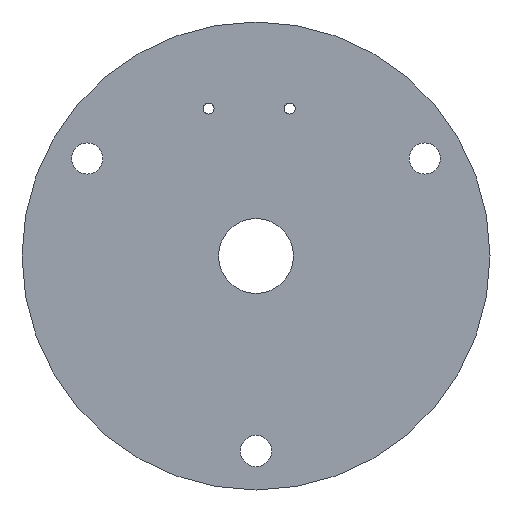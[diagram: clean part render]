
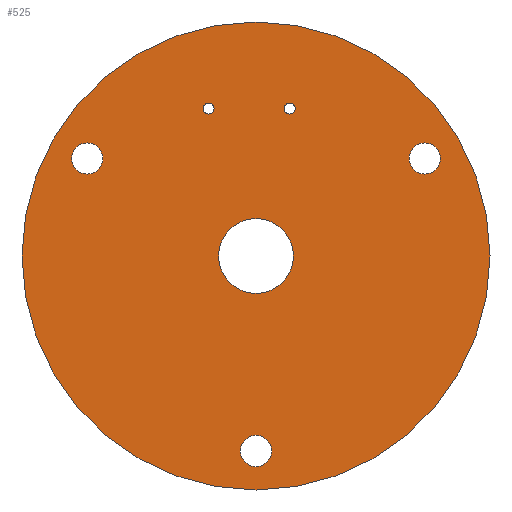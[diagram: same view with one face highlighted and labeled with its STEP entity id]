
A CAD part, front view. The second image highlights one B-rep face of the part: STEP entity #525.
In plain terms, the highlighted planar face has unit normal (0, -1, 0).
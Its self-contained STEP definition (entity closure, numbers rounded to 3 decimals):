
#3 = DIRECTION ( 'NONE',  ( 0., 1., 0. ) ) ;
#10 = DIRECTION ( 'NONE',  ( 0., 0., 1. ) ) ;
#18 = EDGE_CURVE ( 'NONE', #699, #380, #520, .T. ) ;
#23 = CARTESIAN_POINT ( 'NONE',  ( 0., 0., 0. ) ) ;
#30 = CARTESIAN_POINT ( 'NONE',  ( 0., 0., -75. ) ) ;
#34 = CIRCLE ( 'NONE', #545, 1.75 ) ;
#42 = DIRECTION ( 'NONE',  ( 0., 0., 1. ) ) ;
#43 = EDGE_CURVE ( 'NONE', #293, #353, #311, .T. ) ;
#46 = ORIENTED_EDGE ( 'NONE', *, *, #134, .F. ) ;
#47 = CARTESIAN_POINT ( 'NONE',  ( 10.798, 0., 45.501 ) ) ;
#49 = AXIS2_PLACEMENT_3D ( 'NONE', #160, #377, #366 ) ;
#50 = CARTESIAN_POINT ( 'NONE',  ( 0., 0., 0. ) ) ;
#52 = VERTEX_POINT ( 'NONE', #391 ) ;
#54 = EDGE_CURVE ( 'NONE', #633, #52, #151, .T. ) ;
#57 = ORIENTED_EDGE ( 'NONE', *, *, #113, .T. ) ;
#60 = CARTESIAN_POINT ( 'NONE',  ( -54.127, 0., 26.25 ) ) ;
#64 = ORIENTED_EDGE ( 'NONE', *, *, #54, .T. ) ;
#72 = ORIENTED_EDGE ( 'NONE', *, *, #18, .T. ) ;
#76 = ORIENTED_EDGE ( 'NONE', *, *, #443, .F. ) ;
#82 = CARTESIAN_POINT ( 'NONE',  ( 54.127, 0., 36.25 ) ) ;
#89 = AXIS2_PLACEMENT_3D ( 'NONE', #50, #547, #217 ) ;
#95 = AXIS2_PLACEMENT_3D ( 'NONE', #362, #202, #42 ) ;
#97 = EDGE_CURVE ( 'NONE', #601, #504, #34, .T. ) ;
#111 = EDGE_LOOP ( 'NONE', ( #418, #434 ) ) ;
#113 = EDGE_CURVE ( 'NONE', #380, #699, #632, .T. ) ;
#116 = FACE_BOUND ( 'NONE', #111, .T. ) ;
#120 = DIRECTION ( 'NONE',  ( 0., 0., 1. ) ) ;
#122 = FACE_BOUND ( 'NONE', #405, .T. ) ;
#126 = CARTESIAN_POINT ( 'NONE',  ( 0., 0., -12. ) ) ;
#134 = EDGE_CURVE ( 'NONE', #456, #465, #484, .T. ) ;
#143 = CARTESIAN_POINT ( 'NONE',  ( -54.127, 0., 36.25 ) ) ;
#148 = CARTESIAN_POINT ( 'NONE',  ( -54.127, 0., 31.25 ) ) ;
#151 = CIRCLE ( 'NONE', #453, 5. ) ;
#159 = DIRECTION ( 'NONE',  ( 0., 1., 0. ) ) ;
#160 = CARTESIAN_POINT ( 'NONE',  ( 54.127, 0., 31.25 ) ) ;
#162 = DIRECTION ( 'NONE',  ( 0., 1., 0. ) ) ;
#175 = EDGE_CURVE ( 'NONE', #273, #474, #610, .T. ) ;
#176 = DIRECTION ( 'NONE',  ( 0., 1., 0. ) ) ;
#184 = DIRECTION ( 'NONE',  ( 0., 1., 0. ) ) ;
#190 = CARTESIAN_POINT ( 'NONE',  ( 0., 0., -62.5 ) ) ;
#191 = CARTESIAN_POINT ( 'NONE',  ( -15.202, 0., 49.001 ) ) ;
#197 = EDGE_LOOP ( 'NONE', ( #76, #46 ) ) ;
#198 = DIRECTION ( 'NONE',  ( 0., 0., 1. ) ) ;
#202 = DIRECTION ( 'NONE',  ( 0., 1., 0. ) ) ;
#214 = DIRECTION ( 'NONE',  ( 0., 0., 1. ) ) ;
#217 = DIRECTION ( 'NONE',  ( 0., 0., 1. ) ) ;
#220 = AXIS2_PLACEMENT_3D ( 'NONE', #614, #439, #10 ) ;
#228 = VERTEX_POINT ( 'NONE', #332 ) ;
#237 = DIRECTION ( 'NONE',  ( 0., 1., 0. ) ) ;
#239 = DIRECTION ( 'NONE',  ( 0., 1., 0. ) ) ;
#246 = CARTESIAN_POINT ( 'NONE',  ( 10.798, 0., 49.001 ) ) ;
#249 = CIRCLE ( 'NONE', #408, 5. ) ;
#250 = ORIENTED_EDGE ( 'NONE', *, *, #175, .T. ) ;
#268 = CARTESIAN_POINT ( 'NONE',  ( 0., 0., 12. ) ) ;
#273 = VERTEX_POINT ( 'NONE', #60 ) ;
#279 = CIRCLE ( 'NONE', #372, 1.75 ) ;
#281 = EDGE_LOOP ( 'NONE', ( #634, #351 ) ) ;
#289 = AXIS2_PLACEMENT_3D ( 'NONE', #291, #184, #569 ) ;
#290 = FACE_BOUND ( 'NONE', #436, .T. ) ;
#291 = CARTESIAN_POINT ( 'NONE',  ( 54.127, 0., 31.25 ) ) ;
#293 = VERTEX_POINT ( 'NONE', #664 ) ;
#294 = DIRECTION ( 'NONE',  ( 0., 0., 1. ) ) ;
#295 = DIRECTION ( 'NONE',  ( 0., 1., 0. ) ) ;
#302 = EDGE_CURVE ( 'NONE', #504, #601, #503, .T. ) ;
#306 = CARTESIAN_POINT ( 'NONE',  ( -15.202, 0., 47.251 ) ) ;
#311 = CIRCLE ( 'NONE', #289, 5. ) ;
#324 = CARTESIAN_POINT ( 'NONE',  ( 0., 0., -62.5 ) ) ;
#332 = CARTESIAN_POINT ( 'NONE',  ( -15.202, 0., 45.501 ) ) ;
#343 = CIRCLE ( 'NONE', #49, 5. ) ;
#348 = AXIS2_PLACEMENT_3D ( 'NONE', #23, #176, #398 ) ;
#349 = FACE_BOUND ( 'NONE', #281, .T. ) ;
#351 = ORIENTED_EDGE ( 'NONE', *, *, #535, .T. ) ;
#353 = VERTEX_POINT ( 'NONE', #82 ) ;
#362 = CARTESIAN_POINT ( 'NONE',  ( 0., 0., 0. ) ) ;
#364 = EDGE_CURVE ( 'NONE', #388, #228, #279, .T. ) ;
#366 = DIRECTION ( 'NONE',  ( 0., 0., 1. ) ) ;
#368 = CIRCLE ( 'NONE', #460, 75. ) ;
#372 = AXIS2_PLACEMENT_3D ( 'NONE', #461, #410, #120 ) ;
#376 = CARTESIAN_POINT ( 'NONE',  ( 0., 0., 0. ) ) ;
#377 = DIRECTION ( 'NONE',  ( 0., 1., 0. ) ) ;
#380 = VERTEX_POINT ( 'NONE', #126 ) ;
#385 = FACE_OUTER_BOUND ( 'NONE', #197, .T. ) ;
#388 = VERTEX_POINT ( 'NONE', #191 ) ;
#391 = CARTESIAN_POINT ( 'NONE',  ( 0., 0., -67.5 ) ) ;
#398 = DIRECTION ( 'NONE',  ( 0., 0., 1. ) ) ;
#399 = DIRECTION ( 'NONE',  ( 0., 0., 1. ) ) ;
#400 = EDGE_CURVE ( 'NONE', #474, #273, #249, .T. ) ;
#405 = EDGE_LOOP ( 'NONE', ( #72, #57 ) ) ;
#408 = AXIS2_PLACEMENT_3D ( 'NONE', #502, #295, #399 ) ;
#410 = DIRECTION ( 'NONE',  ( 0., 1., 0. ) ) ;
#414 = FACE_BOUND ( 'NONE', #640, .T. ) ;
#418 = ORIENTED_EDGE ( 'NONE', *, *, #684, .T. ) ;
#434 = ORIENTED_EDGE ( 'NONE', *, *, #43, .T. ) ;
#436 = EDGE_LOOP ( 'NONE', ( #457, #250 ) ) ;
#439 = DIRECTION ( 'NONE',  ( 0., 1., 0. ) ) ;
#443 = EDGE_CURVE ( 'NONE', #465, #456, #368, .T. ) ;
#453 = AXIS2_PLACEMENT_3D ( 'NONE', #190, #237, #624 ) ;
#456 = VERTEX_POINT ( 'NONE', #516 ) ;
#457 = ORIENTED_EDGE ( 'NONE', *, *, #400, .T. ) ;
#460 = AXIS2_PLACEMENT_3D ( 'NONE', #573, #239, #294 ) ;
#461 = CARTESIAN_POINT ( 'NONE',  ( -15.202, 0., 47.251 ) ) ;
#465 = VERTEX_POINT ( 'NONE', #30 ) ;
#469 = CARTESIAN_POINT ( 'NONE',  ( 0., 0., -57.5 ) ) ;
#474 = VERTEX_POINT ( 'NONE', #143 ) ;
#475 = DIRECTION ( 'NONE',  ( 0., 1., 0. ) ) ;
#483 = AXIS2_PLACEMENT_3D ( 'NONE', #324, #3, #537 ) ;
#484 = CIRCLE ( 'NONE', #606, 75. ) ;
#502 = CARTESIAN_POINT ( 'NONE',  ( -54.127, 0., 31.25 ) ) ;
#503 = CIRCLE ( 'NONE', #220, 1.75 ) ;
#504 = VERTEX_POINT ( 'NONE', #47 ) ;
#516 = CARTESIAN_POINT ( 'NONE',  ( 0., 0., 75. ) ) ;
#519 = CIRCLE ( 'NONE', #523, 1.75 ) ;
#520 = CIRCLE ( 'NONE', #348, 12. ) ;
#523 = AXIS2_PLACEMENT_3D ( 'NONE', #306, #475, #198 ) ;
#524 = PLANE ( 'NONE',  #95 ) ;
#525 = ADVANCED_FACE ( 'NONE', ( #540, #349, #290, #116, #414, #122, #385 ), #524, .F. ) ;
#535 = EDGE_CURVE ( 'NONE', #228, #388, #519, .T. ) ;
#537 = DIRECTION ( 'NONE',  ( 0., 0., 1. ) ) ;
#538 = DIRECTION ( 'NONE',  ( 0., 1., 0. ) ) ;
#540 = FACE_BOUND ( 'NONE', #626, .T. ) ;
#545 = AXIS2_PLACEMENT_3D ( 'NONE', #589, #538, #214 ) ;
#547 = DIRECTION ( 'NONE',  ( 0., 1., 0. ) ) ;
#552 = ORIENTED_EDGE ( 'NONE', *, *, #97, .T. ) ;
#569 = DIRECTION ( 'NONE',  ( 0., 0., 1. ) ) ;
#573 = CARTESIAN_POINT ( 'NONE',  ( 0., 0., 0. ) ) ;
#577 = AXIS2_PLACEMENT_3D ( 'NONE', #148, #162, #599 ) ;
#589 = CARTESIAN_POINT ( 'NONE',  ( 10.798, 0., 47.251 ) ) ;
#599 = DIRECTION ( 'NONE',  ( 0., 0., 1. ) ) ;
#601 = VERTEX_POINT ( 'NONE', #246 ) ;
#606 = AXIS2_PLACEMENT_3D ( 'NONE', #376, #159, #698 ) ;
#607 = CIRCLE ( 'NONE', #483, 5. ) ;
#610 = CIRCLE ( 'NONE', #577, 5. ) ;
#614 = CARTESIAN_POINT ( 'NONE',  ( 10.798, 0., 47.251 ) ) ;
#619 = ORIENTED_EDGE ( 'NONE', *, *, #302, .T. ) ;
#624 = DIRECTION ( 'NONE',  ( 0., 0., 1. ) ) ;
#626 = EDGE_LOOP ( 'NONE', ( #552, #619 ) ) ;
#632 = CIRCLE ( 'NONE', #89, 12. ) ;
#633 = VERTEX_POINT ( 'NONE', #469 ) ;
#634 = ORIENTED_EDGE ( 'NONE', *, *, #364, .T. ) ;
#640 = EDGE_LOOP ( 'NONE', ( #64, #679 ) ) ;
#664 = CARTESIAN_POINT ( 'NONE',  ( 54.127, 0., 26.25 ) ) ;
#679 = ORIENTED_EDGE ( 'NONE', *, *, #697, .T. ) ;
#684 = EDGE_CURVE ( 'NONE', #353, #293, #343, .T. ) ;
#697 = EDGE_CURVE ( 'NONE', #52, #633, #607, .T. ) ;
#698 = DIRECTION ( 'NONE',  ( 0., 0., 1. ) ) ;
#699 = VERTEX_POINT ( 'NONE', #268 ) ;
